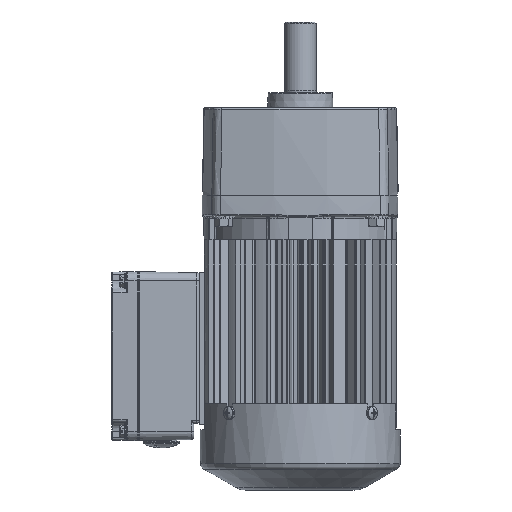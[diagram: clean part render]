
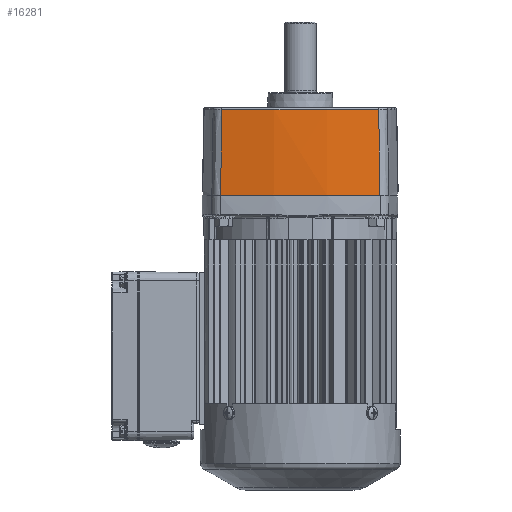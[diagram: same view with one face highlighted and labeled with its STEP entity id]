
A CAD part, front view. The second image highlights one B-rep face of the part: STEP entity #16281.
In plain terms, the highlighted conical face has half-angle 1 degrees and reference radius 203.2 mm.
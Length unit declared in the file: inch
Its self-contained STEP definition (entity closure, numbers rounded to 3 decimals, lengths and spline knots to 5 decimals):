
#60 = CARTESIAN_POINT ( 'NONE',  ( -1.87744, -2.08375, 1.74052 ) ) ;
#291 = ORIENTED_EDGE ( 'NONE', *, *, #10624, .T. ) ;
#638 = CARTESIAN_POINT ( 'NONE',  ( 1.88764, -2.09363, 1.053 ) ) ;
#2522 = EDGE_LOOP ( 'NONE', ( #37649, #53203, #80432, #291 ) ) ;
#5314 = CARTESIAN_POINT ( 'NONE',  ( 1.86241, -2.0692, 2.75279 ) ) ;
#6852 = CARTESIAN_POINT ( 'NONE',  ( -1.88764, -2.09363, 1.053 ) ) ;
#8055 = FACE_OUTER_BOUND ( 'NONE', #2522, .T. ) ;
#10624 = EDGE_CURVE ( 'NONE', #76520, #23820, #62701, .T. ) ;
#13530 = CIRCLE ( 'NONE', #67750, 7.99953 ) ;
#15677 = DIRECTION ( 'NONE',  ( 1., 0., 0. ) ) ;
#15739 = CARTESIAN_POINT ( 'NONE',  ( -1.85745, -2.06439, 3.08705 ) ) ;
#15760 = DIRECTION ( 'NONE',  ( 0., 0., -1. ) ) ;
#15774 = CARTESIAN_POINT ( 'NONE',  ( 0., 5.68, 3.08705 ) ) ;
#16281 = ADVANCED_FACE ( 'NONE', ( #8055 ), #23883, .T. ) ;
#19255 = CARTESIAN_POINT ( 'NONE',  ( -1.86241, -2.0692, 2.75279 ) ) ;
#22627 = EDGE_CURVE ( 'NONE', #23820, #33848, #68013, .T. ) ;
#22742 = AXIS2_PLACEMENT_3D ( 'NONE', #50594, #48485, #48970 ) ;
#23820 = VERTEX_POINT ( 'NONE', #15739 ) ;
#23883 = CONICAL_SURFACE ( 'NONE', #22742, 8., 0.017 ) ;
#26414 = CARTESIAN_POINT ( 'NONE',  ( 0., 5.68, 1.053 ) ) ;
#33171 = DIRECTION ( 'NONE',  ( -1., 0., 0. ) ) ;
#33445 = CARTESIAN_POINT ( 'NONE',  ( -1.85745, -2.06439, 3.08705 ) ) ;
#33848 = VERTEX_POINT ( 'NONE', #67558 ) ;
#34980 = EDGE_CURVE ( 'NONE', #62608, #76520, #47814, .T. ) ;
#37649 = ORIENTED_EDGE ( 'NONE', *, *, #22627, .T. ) ;
#38979 = CARTESIAN_POINT ( 'NONE',  ( 1.88764, -2.09363, 1.053 ) ) ;
#40483 = CARTESIAN_POINT ( 'NONE',  ( -1.87234, -2.07881, 2.08428 ) ) ;
#45031 = CARTESIAN_POINT ( 'NONE',  ( 1.85745, -2.06439, 3.08705 ) ) ;
#45790 = CARTESIAN_POINT ( 'NONE',  ( 1.86738, -2.07401, 2.41854 ) ) ;
#47329 = CARTESIAN_POINT ( 'NONE',  ( -1.88254, -2.08869, 1.39676 ) ) ;
#47814 = B_SPLINE_CURVE_WITH_KNOTS ( 'NONE', 3,
 ( #38979, #59078, #65851, #86144, #45790, #5314, #52581 ),
 .UNSPECIFIED., .F., .F.,
 ( 4, 3, 4 ),
 ( 0.00069, 0.02689, 0.05236 ),
 .UNSPECIFIED. ) ;
#48485 = DIRECTION ( 'NONE',  ( 0., 0., -1. ) ) ;
#48970 = DIRECTION ( 'NONE',  ( -1., 0., 0. ) ) ;
#50594 = CARTESIAN_POINT ( 'NONE',  ( 0., 5.68, 1.026 ) ) ;
#52581 = CARTESIAN_POINT ( 'NONE',  ( 1.85745, -2.06439, 3.08705 ) ) ;
#53203 = ORIENTED_EDGE ( 'NONE', *, *, #72523, .T. ) ;
#54008 = AXIS2_PLACEMENT_3D ( 'NONE', #15774, #15760, #15677 ) ;
#59078 = CARTESIAN_POINT ( 'NONE',  ( 1.88254, -2.08869, 1.39676 ) ) ;
#62608 = VERTEX_POINT ( 'NONE', #638 ) ;
#62701 = CIRCLE ( 'NONE', #54008, 7.96402 ) ;
#65851 = CARTESIAN_POINT ( 'NONE',  ( 1.87744, -2.08375, 1.74052 ) ) ;
#67558 = CARTESIAN_POINT ( 'NONE',  ( -1.88764, -2.09363, 1.053 ) ) ;
#67750 = AXIS2_PLACEMENT_3D ( 'NONE', #26414, #73577, #33171 ) ;
#68013 = B_SPLINE_CURVE_WITH_KNOTS ( 'NONE', 3,
 ( #33445, #19255, #80857, #40483, #60, #47329, #6852 ),
 .UNSPECIFIED., .F., .F.,
 ( 4, 3, 4 ),
 ( 0.0015, 0.02697, 0.05317 ),
 .UNSPECIFIED. ) ;
#72523 = EDGE_CURVE ( 'NONE', #33848, #62608, #13530, .T. ) ;
#73577 = DIRECTION ( 'NONE',  ( 0., 0., 1. ) ) ;
#76520 = VERTEX_POINT ( 'NONE', #45031 ) ;
#80432 = ORIENTED_EDGE ( 'NONE', *, *, #34980, .T. ) ;
#80857 = CARTESIAN_POINT ( 'NONE',  ( -1.86738, -2.07401, 2.41854 ) ) ;
#86144 = CARTESIAN_POINT ( 'NONE',  ( 1.87234, -2.07881, 2.08428 ) ) ;
